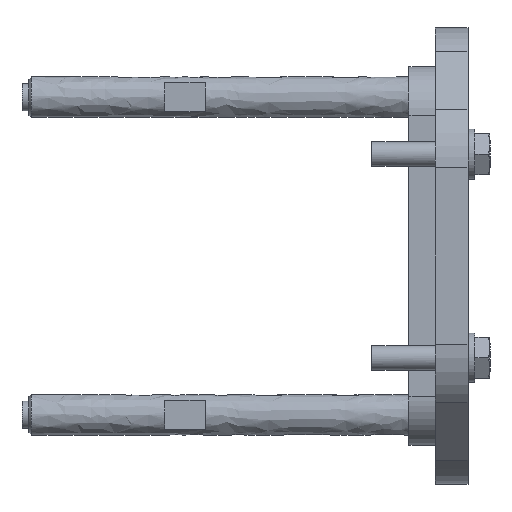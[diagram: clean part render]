
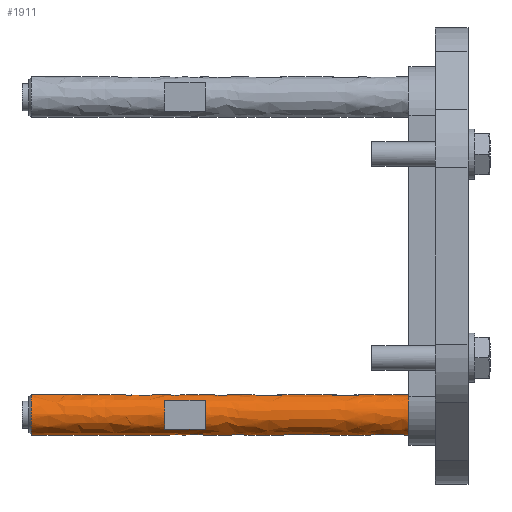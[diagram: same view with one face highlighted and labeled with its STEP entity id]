
A CAD part, left-side view. The second image highlights one B-rep face of the part: STEP entity #1911.
In plain terms, the highlighted free-form (B-spline) face has degree [2, 1] with [7, 2] control points.
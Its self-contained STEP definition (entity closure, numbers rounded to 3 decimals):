
#1312=CARTESIAN_POINT('V35',(-64.5,66.5,
   -42.571));
#1313=VERTEX_POINT('V35',#1312);
#1314=CARTESIAN_POINT('V36',(-64.5,66.5,
   -35.429));
#1315=VERTEX_POINT('V36',#1314);
#1316=CARTESIAN_POINT('E41',(-64.5,66.5,
   -42.571));
#1317=CARTESIAN_POINT('E41',(-68.143,66.5,
   -39.));
#1318=CARTESIAN_POINT('E41',(-64.5,66.5,
   -35.429));
#1326=(BOUNDED_CURVE()B_SPLINE_CURVE(2,(#1316,#1317,#1318),
   .CIRCULAR_ARC.,.F.,.U.)CURVE()GEOMETRIC_REPRESENTATION_ITEM()
   QUASI_UNIFORM_CURVE()RATIONAL_B_SPLINE_CURVE((1.0,
   0.7,1.0))REPRESENTATION_ITEM('E41'));
#1327=EDGE_CURVE('E41',#1313,#1315,#1326,.T.);
#1342=CARTESIAN_POINT('V33',(-64.5,56.5,
   -35.429));
#1343=VERTEX_POINT('V33',#1342);
#1344=CARTESIAN_POINT('E42',(-64.5,66.5,
   -35.429));
#1345=CARTESIAN_POINT('E42',(-64.5,56.5,
   -35.429));
#1346=QUASI_UNIFORM_CURVE('E42',1,(#1344,#1345),.POLYLINE_FORM.,.F.,
   .U.);
#1347=EDGE_CURVE('E42',#1315,#1343,#1346,.T.);
#1350=CARTESIAN_POINT('V34',(-64.5,56.5,
   -42.571));
#1351=VERTEX_POINT('V34',#1350);
#1352=CARTESIAN_POINT('E40',(-64.5,56.5,
   -42.571));
#1353=CARTESIAN_POINT('E40',(-64.5,66.5,
   -42.571));
#1354=QUASI_UNIFORM_CURVE('E40',1,(#1352,#1353),.POLYLINE_FORM.,.F.,
   .U.);
#1355=EDGE_CURVE('E40',#1351,#1313,#1354,.T.);
#1371=CARTESIAN_POINT('E39',(-64.5,56.5,
   -35.429));
#1372=CARTESIAN_POINT('E39',(-68.143,56.5,
   -39.));
#1373=CARTESIAN_POINT('E39',(-64.5,56.5,
   -42.571));
#1381=(BOUNDED_CURVE()B_SPLINE_CURVE(2,(#1371,#1372,#1373),
   .CIRCULAR_ARC.,.F.,.U.)CURVE()GEOMETRIC_REPRESENTATION_ITEM()
   QUASI_UNIFORM_CURVE()RATIONAL_B_SPLINE_CURVE((1.0,
   0.7,1.0))REPRESENTATION_ITEM('E39'));
#1382=EDGE_CURVE('E39',#1343,#1351,#1381,.T.);
#1392=CARTESIAN_POINT('V29',(-56.0,56.5,
   -39.));
#1393=VERTEX_POINT('V29',#1392);
#1394=CARTESIAN_POINT('V31',(-57.5,56.5,
   -35.429));
#1395=VERTEX_POINT('V31',#1394);
#1396=CARTESIAN_POINT('E36',(-56.0,56.5,
   -39.));
#1397=CARTESIAN_POINT('E36',(-56.0,56.5,
   -36.9));
#1398=CARTESIAN_POINT('E36',(-57.5,56.5,
   -35.429));
#1406=(BOUNDED_CURVE()B_SPLINE_CURVE(2,(#1396,#1397,#1398),
   .CIRCULAR_ARC.,.F.,.U.)B_SPLINE_CURVE_WITH_KNOTS((3,3),(
   0.5,1.0),.UNSPECIFIED.)CURVE()
   GEOMETRIC_REPRESENTATION_ITEM()RATIONAL_B_SPLINE_CURVE((
   0.85,0.85,1.0))REPRESENTATION_ITEM('E36'
   ));
#1407=EDGE_CURVE('E36',#1393,#1395,#1406,.T.);
#1409=CARTESIAN_POINT('V28',(-57.5,56.5,
   -42.571));
#1410=VERTEX_POINT('V28',#1409);
#1411=CARTESIAN_POINT('E33',(-57.5,56.5,
   -42.571));
#1412=CARTESIAN_POINT('E33',(-56.0,56.5,
   -41.1));
#1413=CARTESIAN_POINT('E33',(-56.0,56.5,
   -39.));
#1421=(BOUNDED_CURVE()B_SPLINE_CURVE(2,(#1411,#1412,#1413),
   .CIRCULAR_ARC.,.F.,.U.)B_SPLINE_CURVE_WITH_KNOTS((3,3),(0.0,
   0.5),.UNSPECIFIED.)CURVE()
   GEOMETRIC_REPRESENTATION_ITEM()RATIONAL_B_SPLINE_CURVE((1.0,
   0.85,0.85))REPRESENTATION_ITEM('E33'));
#1422=EDGE_CURVE('E33',#1410,#1393,#1421,.T.);
#1437=CARTESIAN_POINT('V27',(-57.5,66.5,
   -42.571));
#1438=VERTEX_POINT('V27',#1437);
#1439=CARTESIAN_POINT('E32',(-57.5,66.5,
   -42.571));
#1440=CARTESIAN_POINT('E32',(-57.5,56.5,
   -42.571));
#1441=B_SPLINE_CURVE_WITH_KNOTS('E32',1,(#1439,#1440),
   .POLYLINE_FORM.,.F.,.U.,(2,2),(0.0,1.4),
   .UNSPECIFIED.);
#1442=EDGE_CURVE('E32',#1438,#1410,#1441,.T.);
#1444=CARTESIAN_POINT('V32',(-57.5,66.5,
   -35.429));
#1445=VERTEX_POINT('V32',#1444);
#1451=CARTESIAN_POINT('E37',(-57.5,56.5,
   -35.429));
#1452=CARTESIAN_POINT('E37',(-57.5,66.5,
   -35.429));
#1453=B_SPLINE_CURVE_WITH_KNOTS('E37',1,(#1451,#1452),
   .POLYLINE_FORM.,.F.,.U.,(2,2),(0.0,1.4),
   .UNSPECIFIED.);
#1454=EDGE_CURVE('E37',#1395,#1445,#1453,.T.);
#1466=CARTESIAN_POINT('V26',(-56.0,66.5,
   -39.));
#1467=VERTEX_POINT('V26',#1466);
#1468=CARTESIAN_POINT('E31',(-56.0,66.5,
   -39.));
#1469=CARTESIAN_POINT('E31',(-56.0,66.5,
   -41.1));
#1470=CARTESIAN_POINT('E31',(-57.5,66.5,
   -42.571));
#1478=(BOUNDED_CURVE()B_SPLINE_CURVE(2,(#1468,#1469,#1470),
   .CIRCULAR_ARC.,.F.,.U.)B_SPLINE_CURVE_WITH_KNOTS((3,3),(
   0.5,1.0),.UNSPECIFIED.)CURVE()
   GEOMETRIC_REPRESENTATION_ITEM()RATIONAL_B_SPLINE_CURVE((
   0.85,0.85,1.0))REPRESENTATION_ITEM('E31'
   ));
#1479=EDGE_CURVE('E31',#1467,#1438,#1478,.T.);
#1481=CARTESIAN_POINT('E38',(-57.5,66.5,
   -35.429));
#1482=CARTESIAN_POINT('E38',(-56.0,66.5,
   -36.9));
#1483=CARTESIAN_POINT('E38',(-56.0,66.5,
   -39.));
#1491=(BOUNDED_CURVE()B_SPLINE_CURVE(2,(#1481,#1482,#1483),
   .CIRCULAR_ARC.,.F.,.U.)B_SPLINE_CURVE_WITH_KNOTS((3,3),(0.0,
   0.5),.UNSPECIFIED.)CURVE()
   GEOMETRIC_REPRESENTATION_ITEM()RATIONAL_B_SPLINE_CURVE((1.0,
   0.85,0.85))REPRESENTATION_ITEM('E38'));
#1492=EDGE_CURVE('E38',#1445,#1467,#1491,.T.);
#1814=CARTESIAN_POINT('V25',(-56.0,99.2,
   -39.));
#1815=VERTEX_POINT('V25',#1814);
#1823=CARTESIAN_POINT('E29',(-56.0,99.2,
   -39.));
#1824=CARTESIAN_POINT('E29',(-56.,99.2,
   -30.34));
#1825=CARTESIAN_POINT('E29',(-63.5,99.2,
   -34.67));
#1826=CARTESIAN_POINT('E29',(-71.,99.2,
   -39.));
#1827=CARTESIAN_POINT('E29',(-63.5,99.2,
   -43.33));
#1828=CARTESIAN_POINT('E29',(-56.,99.2,
   -47.66));
#1829=CARTESIAN_POINT('E29',(-56.0,99.2,
   -39.));
#1837=(BOUNDED_CURVE()B_SPLINE_CURVE(2,(#1823,#1824,#1825,#1826,
   #1827,#1828,#1829),.CIRCULAR_ARC.,.T.,.U.)
   B_SPLINE_CURVE_WITH_KNOTS((3,2,2,3),(2.0,12.86,
   23.721,34.581),.UNSPECIFIED.)CURVE()
   GEOMETRIC_REPRESENTATION_ITEM()RATIONAL_B_SPLINE_CURVE((1.0,
   0.5,1.0,0.5,1.0,0.5,1.0)
   )REPRESENTATION_ITEM('E29'));
#1838=EDGE_CURVE('E29',#1815,#1815,#1837,.T.);
#1843=CARTESIAN_POINT('F3',(-56.0,101.5,
   -39.));
#1844=CARTESIAN_POINT('F3',(-56.0,101.5,
   -30.34));
#1845=CARTESIAN_POINT('F3',(-63.5,101.5,
   -34.67));
#1846=CARTESIAN_POINT('F3',(-71.0,101.5,
   -39.));
#1847=CARTESIAN_POINT('F3',(-63.5,101.5,
   -43.33));
#1848=CARTESIAN_POINT('F3',(-56.0,101.5,
   -47.66));
#1849=CARTESIAN_POINT('F3',(-56.0,101.5,
   -39.));
#1850=CARTESIAN_POINT('F3',(-56.0,6.5,
   -39.));
#1851=CARTESIAN_POINT('F3',(-56.0,6.5,
   -30.34));
#1852=CARTESIAN_POINT('F3',(-63.5,6.5,
   -34.67));
#1853=CARTESIAN_POINT('F3',(-71.0,6.5,
   -39.));
#1854=CARTESIAN_POINT('F3',(-63.5,6.5,
   -43.33));
#1855=CARTESIAN_POINT('F3',(-56.0,6.5,
   -47.66));
#1856=CARTESIAN_POINT('F3',(-56.0,6.5,
   -39.));
#1864=(BOUNDED_SURFACE()B_SPLINE_SURFACE(2,1,((#1843,#1850),(
   #1844,#1851),(#1845,#1852),(#1846,#1853),(#1847,#1854),(
   #1848,#1855),(#1849,#1856)),.CYLINDRICAL_SURF.,.T.,.F.,.U.)
   B_SPLINE_SURFACE_WITH_KNOTS((3,2,2,3),(2,2),(0.0,
   0.333,0.667,1.0),(0.0,1.828),
   .UNSPECIFIED.)GEOMETRIC_REPRESENTATION_ITEM()
   RATIONAL_B_SPLINE_SURFACE(((1.0,1.0),(0.5,
   0.5),(1.0,1.0),(0.5,
   0.5),(1.0,1.0),(0.5,
   0.5),(1.0,1.0)))REPRESENTATION_ITEM('F3')SURFACE()
   );
#1865=ORIENTED_EDGE('F46',*,*,#1838,.T.);
#1866=CARTESIAN_POINT('E30',(-56.0,66.5,
   -39.));
#1867=CARTESIAN_POINT('E30',(-56.0,99.2,
   -39.));
#1868=B_SPLINE_CURVE_WITH_KNOTS('E30',1,(#1866,#1867),
   .POLYLINE_FORM.,.F.,.U.,(2,2),(0.632,
   0.976),.UNSPECIFIED.);
#1869=EDGE_CURVE('E30',#1467,#1815,#1868,.T.);
#1870=ORIENTED_EDGE('E30',*,*,#1869,.F.);
#1871=ORIENTED_EDGE('E31',*,*,#1479,.T.);
#1872=ORIENTED_EDGE('E32',*,*,#1442,.T.);
#1873=ORIENTED_EDGE('E33',*,*,#1422,.T.);
#1874=CARTESIAN_POINT('V30',(-56.0,6.5,
   -39.));
#1875=VERTEX_POINT('V30',#1874);
#1876=CARTESIAN_POINT('E34',(-56.0,6.5,
   -39.));
#1877=CARTESIAN_POINT('E34',(-56.0,56.5,
   -39.));
#1878=B_SPLINE_CURVE_WITH_KNOTS('E34',1,(#1876,#1877),
   .POLYLINE_FORM.,.F.,.U.,(2,2),(0.0,0.526),
   .UNSPECIFIED.);
#1879=EDGE_CURVE('E34',#1875,#1393,#1878,.T.);
#1880=ORIENTED_EDGE('E34',*,*,#1879,.F.);
#1881=CARTESIAN_POINT('E35',(-56.0,6.5,
   -39.));
#1882=CARTESIAN_POINT('E35',(-56.0,6.5,
   -30.34));
#1883=CARTESIAN_POINT('E35',(-63.5,6.5,
   -34.67));
#1884=CARTESIAN_POINT('E35',(-71.0,6.5,
   -39.));
#1885=CARTESIAN_POINT('E35',(-63.5,6.5,
   -43.33));
#1886=CARTESIAN_POINT('E35',(-56.0,6.5,
   -47.66));
#1887=CARTESIAN_POINT('E35',(-56.0,6.5,
   -39.));
#1895=(BOUNDED_CURVE()B_SPLINE_CURVE(2,(#1881,#1882,#1883,#1884,
   #1885,#1886,#1887),.CIRCULAR_ARC.,.T.,.U.)
   B_SPLINE_CURVE_WITH_KNOTS((3,2,2,3),(0.0,0.333,
   0.667,1.0),.UNSPECIFIED.)CURVE()
   GEOMETRIC_REPRESENTATION_ITEM()RATIONAL_B_SPLINE_CURVE((1.0,
   0.5,1.0,0.5,1.0,0.5,1.0)
   )REPRESENTATION_ITEM('E35'));
#1896=EDGE_CURVE('E35',#1875,#1875,#1895,.T.);
#1897=ORIENTED_EDGE('E35',*,*,#1896,.F.);
#1898=ORIENTED_EDGE('E34',*,*,#1879,.T.);
#1899=ORIENTED_EDGE('E36',*,*,#1407,.T.);
#1900=ORIENTED_EDGE('E37',*,*,#1454,.T.);
#1901=ORIENTED_EDGE('F35',*,*,#1492,.T.);
#1902=ORIENTED_EDGE('E30',*,*,#1869,.T.);
#1903=EDGE_LOOP('F3',(#1865,#1870,#1871,#1872,#1873,#1880,#1897,
   #1898,#1899,#1900,#1901,#1902));
#1904=FACE_OUTER_BOUND('F3',#1903,.T.);
#1905=ORIENTED_EDGE('F38',*,*,#1382,.T.);
#1906=ORIENTED_EDGE('E40',*,*,#1355,.T.);
#1907=ORIENTED_EDGE('E41',*,*,#1327,.T.);
#1908=ORIENTED_EDGE('E42',*,*,#1347,.T.);
#1909=EDGE_LOOP('F3',(#1905,#1906,#1907,#1908));
#1910=FACE_BOUND('F3',#1909,.T.);
#1911=ADVANCED_FACE('F3',(#1904,#1910),#1864,.T.);
